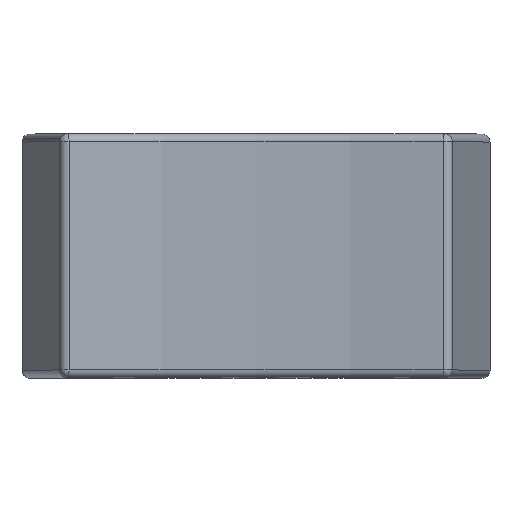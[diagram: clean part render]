
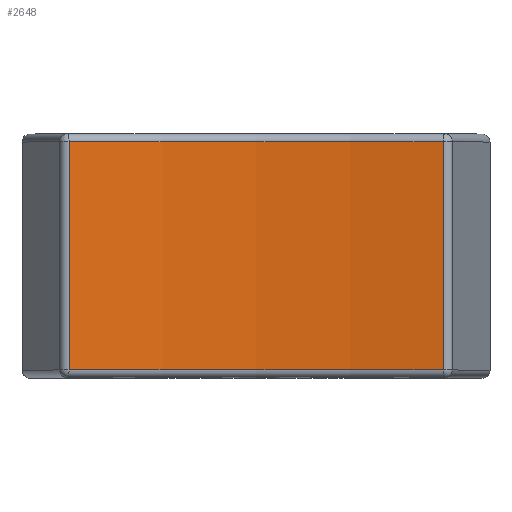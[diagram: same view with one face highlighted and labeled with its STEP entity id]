
A CAD part, top view. The second image highlights one B-rep face of the part: STEP entity #2648.
In plain terms, the highlighted cylindrical face has radius 31.115 mm (diameter 62.23 mm), a partial arc.
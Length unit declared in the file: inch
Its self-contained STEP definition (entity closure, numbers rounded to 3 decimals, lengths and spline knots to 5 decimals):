
#2096=CARTESIAN_POINT('',(-0.22961,-0.14016,0.7114));
#2097=VERTEX_POINT('',#2096);
#2133=CARTESIAN_POINT('',(-0.22961,0.14016,0.7114));
#2134=VERTEX_POINT('',#2133);
#2177=CARTESIAN_POINT('',(0.22975,-0.14016,0.70765));
#2178=VERTEX_POINT('',#2177);
#2201=CARTESIAN_POINT('',(0.22975,0.14016,0.70765));
#2202=VERTEX_POINT('',#2201);
#2269=CARTESIAN_POINT('',(0.22975,0.14016,0.70765));
#2270=DIRECTION('',(0.0,-1.0,0.0));
#2271=VECTOR('',#2270,0.28031);
#2272=LINE('',#2269,#2271);
#2273=EDGE_CURVE('',#2202,#2178,#2272,.T.);
#2291=CARTESIAN_POINT('',(0.00989,0.14016,1.91275));
#2292=DIRECTION('',(0.0,-1.0,0.0));
#2293=DIRECTION('',(-0.008,0.0,-1.));
#2294=AXIS2_PLACEMENT_3D('',#2291,#2292,#2293);
#2295=CIRCLE('',#2294,1.22499);
#2296=EDGE_CURVE('',#2134,#2202,#2295,.T.);
#2315=CARTESIAN_POINT('',(0.00989,-0.14016,1.91275));
#2316=DIRECTION('',(0.0,1.0,0.0));
#2317=DIRECTION('',(-0.008,0.0,-1.));
#2318=AXIS2_PLACEMENT_3D('',#2315,#2316,#2317);
#2319=CIRCLE('',#2318,1.22499);
#2320=EDGE_CURVE('',#2178,#2097,#2319,.T.);
#2378=CARTESIAN_POINT('',(-0.22961,-0.14016,0.7114));
#2379=DIRECTION('',(0.0,1.0,0.0));
#2380=VECTOR('',#2379,0.28031);
#2381=LINE('',#2378,#2380);
#2382=EDGE_CURVE('',#2097,#2134,#2381,.T.);
#2637=CARTESIAN_POINT('',(0.00989,-0.15417,1.91275));
#2638=DIRECTION('',(0.0,1.0,0.0));
#2639=DIRECTION('',(-0.187,0.0,0.982));
#2640=AXIS2_PLACEMENT_3D('',#2637,#2638,#2639);
#2641=CYLINDRICAL_SURFACE('',#2640,1.22499);
#2642=ORIENTED_EDGE('',*,*,#2273,.F.);
#2643=ORIENTED_EDGE('',*,*,#2296,.F.);
#2644=ORIENTED_EDGE('',*,*,#2382,.F.);
#2645=ORIENTED_EDGE('',*,*,#2320,.F.);
#2646=EDGE_LOOP('',(#2642,#2643,#2644,#2645));
#2647=FACE_OUTER_BOUND('',#2646,.T.);
#2648=ADVANCED_FACE('',(#2647),#2641,.F.);
